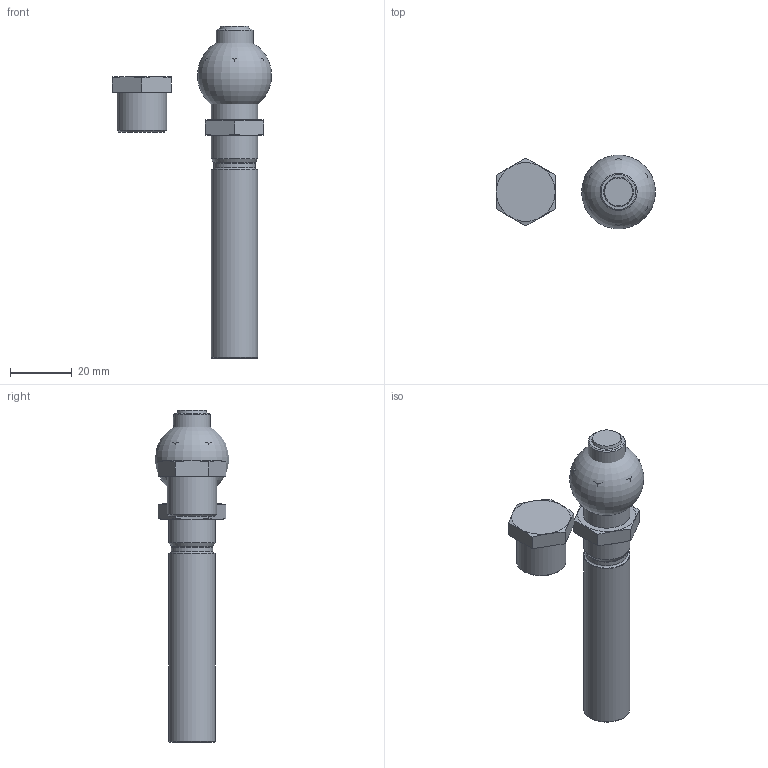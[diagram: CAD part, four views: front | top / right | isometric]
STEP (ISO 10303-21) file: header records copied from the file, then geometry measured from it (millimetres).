
FILE_DESCRIPTION(/* description */ ('STEP AP214'),/* implementation_level */ '2;1');
FILE_NAME(/* name */ '114032_SLZ-25-KF-A',/* time_stamp */ '2024-09-15T07:24:58+02:00',/* author */ ('License CC BY-ND 4.0'),/* organization */ ('CADENAS'),/* preprocessor_version */ 'ST-DEVELOPER v19.3',/* originating_system */ 'PARTsolutions',/* authorisation */ ' ');
FILE_SCHEMA (('AUTOMOTIVE_DESIGN {1 0 10303 214 3 1 1}'));
Length unit declared in the file: millimetre
Products named in the file (5): 114032 SLZ-25-KF-A---(02); 328960 SLZ-25-KF-A; 1138642 DYSR-12-12-Y5p---(0); 237255 YSR-12 M15x1-5-19; 11133 YSRP-12
Assembly tree (5 placements, depth 2):
  114032 SLZ-25-KF-A---(02)
    328960 SLZ-25-KF-A
    1138642 DYSR-12-12-Y5p---(0)
    237255 YSR-12 M15x1-5-19  x2
    11133 YSRP-12
Bounding box: 51.47 x 23.77 x 107.4 mm (x, y, z)
Volume: 16403.9 mm3; surface area: 11301.1 mm2
Topology: 5 solids, 5 shells, 114 faces, 247 edges, 153 vertices
Faces by surface type: plane 56, cone 34, cylinder 18, torus 6
Full cylindrical faces by diameter (mm): 5 x2, 6 x3, 11.3 x1, 11.9 x1, 12 x2, 12.7 x1, 13.4 x1, 13.917 x2, 15 x2, 16 x1
Entity records: 2674 total; most frequent: CARTESIAN_POINT 560, DIRECTION 416, ORIENTED_EDGE 344, AXIS2_PLACEMENT_3D 175, EDGE_CURVE 172, FACE_BOUND 153, EDGE_LOOP 150, VERTEX_POINT 129
